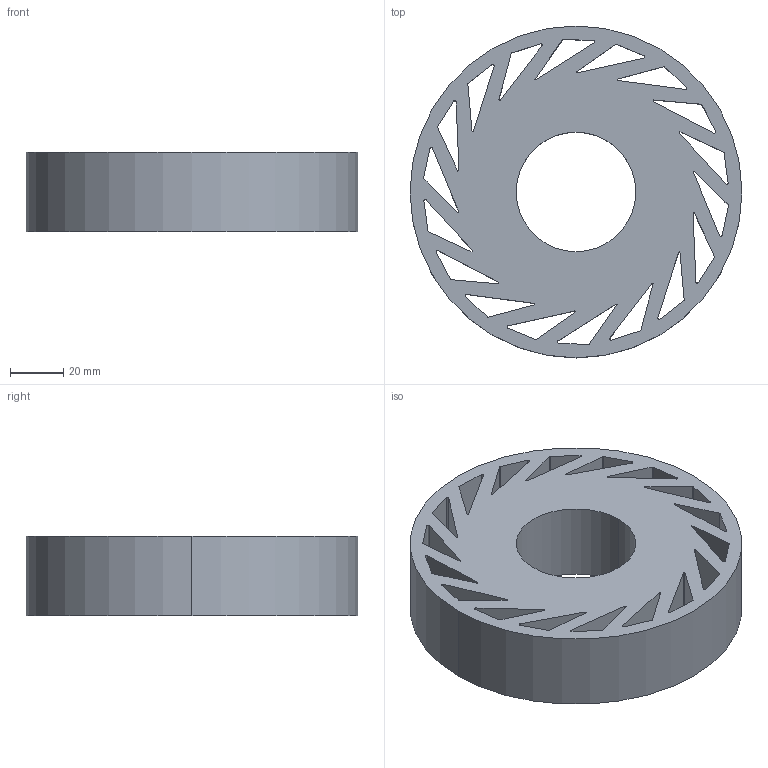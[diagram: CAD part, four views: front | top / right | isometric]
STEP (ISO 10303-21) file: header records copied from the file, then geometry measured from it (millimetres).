
FILE_DESCRIPTION (( 'STEP AP214' ), '1' );
FILE_NAME ('0037181.step', '2020-07-13T11:21:38', ( '' ), ( '' ), 'SwSTEP 2.0', 'SolidWorks 2018', '' );
FILE_SCHEMA (( 'AUTOMOTIVE_DESIGN' ));
Length unit declared in the file: millimetre
Products named in the file (1): 0037181
Bounding box: 125 x 125 x 30 mm (x, y, z)
Volume: 262759.8 mm3; surface area: 64467.9 mm2
Topology: 1 solids, 1 shells, 129 faces, 381 edges, 254 vertices
Faces by surface type: cylinder 73, plane 56
Entity records: 5890 total; most frequent: DIRECTION 787, CARTESIAN_POINT 765, ORIENTED_EDGE 762, EDGE_CURVE 381, AXIS2_PLACEMENT_3D 276, VERTEX_POINT 254, LINE 235, VECTOR 235
